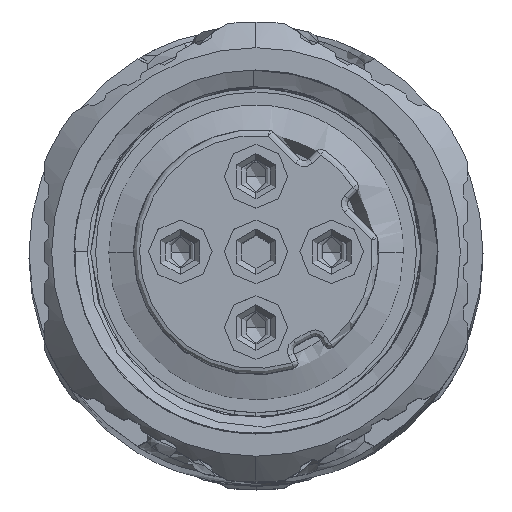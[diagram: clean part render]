
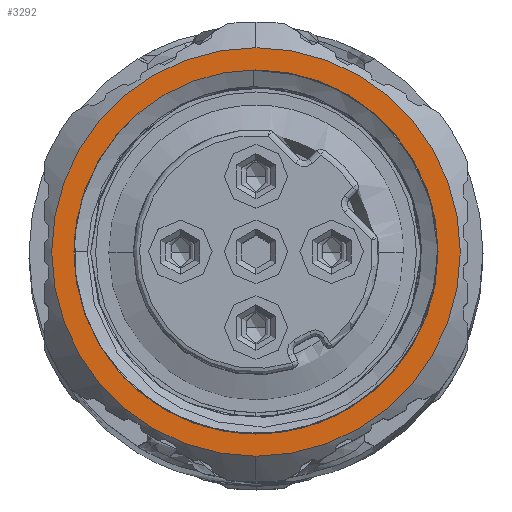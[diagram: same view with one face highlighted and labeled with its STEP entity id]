
A CAD part, top view. The second image highlights one B-rep face of the part: STEP entity #3292.
In plain terms, the highlighted planar face has unit normal (0, 0, 1).
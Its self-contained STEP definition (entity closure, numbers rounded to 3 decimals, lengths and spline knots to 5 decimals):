
#202=FACE_BOUND('',#6284,.T.);
#203=FACE_BOUND('',#6285,.T.);
#2084=PLANE('',#24175);
#3292=ADVANCED_FACE('',(#202,#203),#2084,.F.);
#6284=EDGE_LOOP('',(#13592,#13593));
#6285=EDGE_LOOP('',(#13594,#13595));
#7466=CIRCLE('',#24166,0.23681);
#7467=CIRCLE('',#24171,0.23681);
#7468=CIRCLE('',#24173,0.26575);
#7469=CIRCLE('',#24174,0.26575);
#13592=ORIENTED_EDGE('',*,*,#19513,.F.);
#13593=ORIENTED_EDGE('',*,*,#19522,.T.);
#13594=ORIENTED_EDGE('',*,*,#19523,.F.);
#13595=ORIENTED_EDGE('',*,*,#19524,.F.);
#16235=VERTEX_POINT('',#49643);
#16236=VERTEX_POINT('',#49645);
#16240=VERTEX_POINT('',#49979);
#16241=VERTEX_POINT('',#49980);
#19513=EDGE_CURVE('',#16235,#16236,#7466,.T.);
#19522=EDGE_CURVE('',#16235,#16236,#7467,.T.);
#19523=EDGE_CURVE('',#16240,#16241,#7468,.T.);
#19524=EDGE_CURVE('',#16241,#16240,#7469,.T.);
#24166=AXIS2_PLACEMENT_3D('',#49644,#29572,#29573);
#24171=AXIS2_PLACEMENT_3D('',#49976,#29585,#29586);
#24173=AXIS2_PLACEMENT_3D('',#49978,#29589,#29590);
#24174=AXIS2_PLACEMENT_3D('',#49981,#29591,#29592);
#24175=AXIS2_PLACEMENT_3D('',#49982,#29593,#29594);
#29572=DIRECTION('',(0.,0.,1.));
#29573=DIRECTION('',(1.,0.,0.));
#29585=DIRECTION('',(0.,0.,-1.));
#29586=DIRECTION('',(1.,0.,0.));
#29589=DIRECTION('',(0.,0.,-1.));
#29590=DIRECTION('',(0.,-1.,0.));
#29591=DIRECTION('',(0.,0.,-1.));
#29592=DIRECTION('',(0.,1.,0.));
#29593=DIRECTION('',(0.,0.,-1.));
#29594=DIRECTION('',(1.,0.,0.));
#49643=CARTESIAN_POINT('',(0.23681,0.,0.));
#49644=CARTESIAN_POINT('',(0.,0.,0.));
#49645=CARTESIAN_POINT('',(-0.23681,0.,0.));
#49976=CARTESIAN_POINT('',(0.,0.,0.));
#49978=CARTESIAN_POINT('',(0.,0.,0.));
#49979=CARTESIAN_POINT('',(0.,-0.26575,0.));
#49980=CARTESIAN_POINT('',(0.,0.26575,0.));
#49981=CARTESIAN_POINT('',(0.,0.,0.));
#49982=CARTESIAN_POINT('',(0.,0.,0.));
